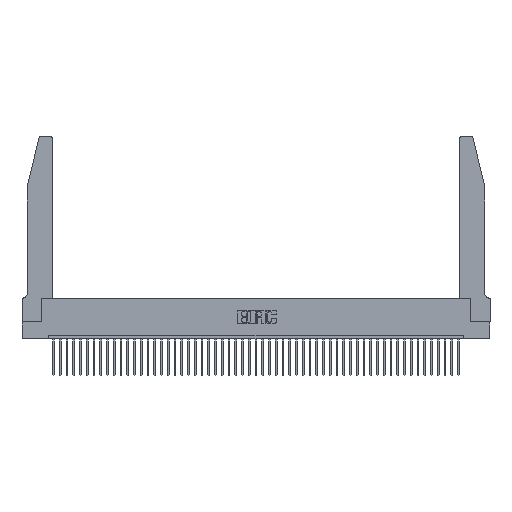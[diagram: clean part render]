
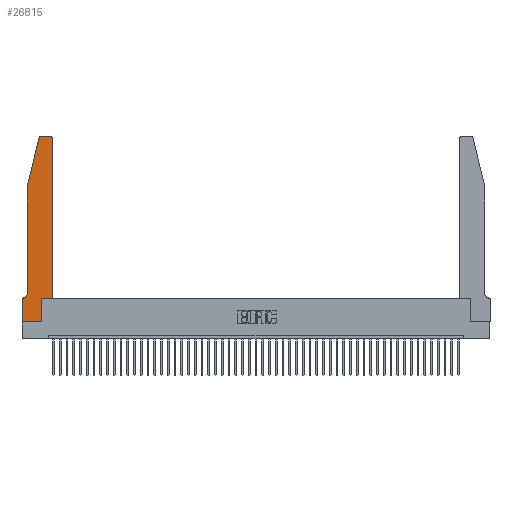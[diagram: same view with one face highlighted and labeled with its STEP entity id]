
A CAD part, top view. The second image highlights one B-rep face of the part: STEP entity #26815.
In plain terms, the highlighted planar face has unit normal (0, 0, 1).
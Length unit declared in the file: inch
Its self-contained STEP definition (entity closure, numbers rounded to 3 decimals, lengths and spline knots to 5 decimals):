
#75 = VERTEX_POINT ( 'NONE', #36543 ) ;
#140 = AXIS2_PLACEMENT_3D ( 'NONE', #34452, #45662, #35112 ) ;
#575 = DIRECTION ( 'NONE',  ( -1., 0., 0. ) ) ;
#853 = CARTESIAN_POINT ( 'NONE',  ( 0.0055, 0.42, 0.37 ) ) ;
#1167 = CIRCLE ( 'NONE', #38372, 0.07 ) ;
#2034 = VERTEX_POINT ( 'NONE', #45821 ) ;
#2602 = ORIENTED_EDGE ( 'NONE', *, *, #39387, .T. ) ;
#2834 = EDGE_CURVE ( 'NONE', #31714, #9137, #35664, .T. ) ;
#3457 = ORIENTED_EDGE ( 'NONE', *, *, #2834, .T. ) ;
#3707 = VERTEX_POINT ( 'NONE', #43551 ) ;
#4399 = ORIENTED_EDGE ( 'NONE', *, *, #20431, .T. ) ;
#5505 = EDGE_CURVE ( 'NONE', #14823, #5730, #20116, .T. ) ;
#5730 = VERTEX_POINT ( 'NONE', #44388 ) ;
#6153 = ORIENTED_EDGE ( 'NONE', *, *, #37291, .T. ) ;
#6213 = DIRECTION ( 'NONE',  ( 0., 0., 1. ) ) ;
#6356 = CARTESIAN_POINT ( 'NONE',  ( 0.4505, 0.35, 0.37 ) ) ;
#7594 = ORIENTED_EDGE ( 'NONE', *, *, #33192, .T. ) ;
#8008 = LINE ( 'NONE', #32449, #8585 ) ;
#8451 = ORIENTED_EDGE ( 'NONE', *, *, #29160, .T. ) ;
#8585 = VECTOR ( 'NONE', #46742, 39.37008 ) ;
#8740 = DIRECTION ( 'NONE',  ( -1., 0., 0. ) ) ;
#9137 = VERTEX_POINT ( 'NONE', #34955 ) ;
#9999 = EDGE_CURVE ( 'NONE', #31068, #31714, #36576, .T. ) ;
#10157 = AXIS2_PLACEMENT_3D ( 'NONE', #13362, #47003, #24768 ) ;
#10814 = VERTEX_POINT ( 'NONE', #27421 ) ;
#10905 = LINE ( 'NONE', #14673, #31806 ) ;
#12011 = VECTOR ( 'NONE', #34542, 39.37008 ) ;
#13362 = CARTESIAN_POINT ( 'NONE',  ( 0., 0.35, 0.37 ) ) ;
#13873 = DIRECTION ( 'NONE',  ( 0., -1., 0. ) ) ;
#14484 = EDGE_CURVE ( 'NONE', #36046, #2034, #17296, .T. ) ;
#14673 = CARTESIAN_POINT ( 'NONE',  ( 0.0755, 2., 0.37 ) ) ;
#14823 = VERTEX_POINT ( 'NONE', #31140 ) ;
#14831 = AXIS2_PLACEMENT_3D ( 'NONE', #46960, #6213, #28283 ) ;
#15067 = ORIENTED_EDGE ( 'NONE', *, *, #14484, .T. ) ;
#15344 = EDGE_CURVE ( 'NONE', #75, #21654, #38625, .T. ) ;
#15501 = ORIENTED_EDGE ( 'NONE', *, *, #25063, .T. ) ;
#16140 = DIRECTION ( 'NONE',  ( 0., 0., -1. ) ) ;
#16555 = LINE ( 'NONE', #30558, #46190 ) ;
#17296 = LINE ( 'NONE', #6356, #25467 ) ;
#19423 = VECTOR ( 'NONE', #575, 39.37008 ) ;
#19500 = ORIENTED_EDGE ( 'NONE', *, *, #5505, .T. ) ;
#20074 = DIRECTION ( 'NONE',  ( 0., 1., 0. ) ) ;
#20116 = CIRCLE ( 'NONE', #14831, 0.03 ) ;
#20265 = DIRECTION ( 'NONE',  ( 0., -1., 0. ) ) ;
#20431 = EDGE_CURVE ( 'NONE', #25634, #10814, #10905, .T. ) ;
#21051 = CARTESIAN_POINT ( 'NONE',  ( 0.0055, 0.35, 0.37 ) ) ;
#21654 = VERTEX_POINT ( 'NONE', #36254 ) ;
#22475 = LINE ( 'NONE', #41842, #12011 ) ;
#22517 = ORIENTED_EDGE ( 'NONE', *, *, #15344, .T. ) ;
#24151 = ORIENTED_EDGE ( 'NONE', *, *, #40945, .T. ) ;
#24768 = DIRECTION ( 'NONE',  ( 1., 0., 0. ) ) ;
#25043 = DIRECTION ( 'NONE',  ( 0., 1., 0. ) ) ;
#25063 = EDGE_CURVE ( 'NONE', #2034, #14823, #16555, .T. ) ;
#25363 = VECTOR ( 'NONE', #25043, 39.37008 ) ;
#25467 = VECTOR ( 'NONE', #39265, 39.37008 ) ;
#25634 = VERTEX_POINT ( 'NONE', #26542 ) ;
#26450 = CARTESIAN_POINT ( 'NONE',  ( 0.2605, 2.75, 0.37 ) ) ;
#26542 = CARTESIAN_POINT ( 'NONE',  ( 0.0755, 2., 0.37 ) ) ;
#26770 = FACE_OUTER_BOUND ( 'NONE', #48088, .T. ) ;
#26815 = ADVANCED_FACE ( 'NONE', ( #26770 ), #31698, .T. ) ;
#27421 = CARTESIAN_POINT ( 'NONE',  ( 0.0755, 0.42, 0.37 ) ) ;
#27558 = VECTOR ( 'NONE', #13873, 39.37008 ) ;
#28283 = DIRECTION ( 'NONE',  ( 1., 0., 0. ) ) ;
#29160 = EDGE_CURVE ( 'NONE', #21654, #25634, #22475, .T. ) ;
#29331 = LINE ( 'NONE', #26450, #19423 ) ;
#30454 = ORIENTED_EDGE ( 'NONE', *, *, #9999, .T. ) ;
#30558 = CARTESIAN_POINT ( 'NONE',  ( 0.4505, 0.35, 0.37 ) ) ;
#31068 = VERTEX_POINT ( 'NONE', #21051 ) ;
#31140 = CARTESIAN_POINT ( 'NONE',  ( 0.4505, 2.72, 0.37 ) ) ;
#31698 = PLANE ( 'NONE',  #10157 ) ;
#31714 = VERTEX_POINT ( 'NONE', #42947 ) ;
#31806 = VECTOR ( 'NONE', #20265, 39.37008 ) ;
#32449 = CARTESIAN_POINT ( 'NONE',  ( 0., 0., 0.37 ) ) ;
#33192 = EDGE_CURVE ( 'NONE', #3707, #36046, #33991, .T. ) ;
#33991 = LINE ( 'NONE', #46955, #25363 ) ;
#34452 = CARTESIAN_POINT ( 'NONE',  ( 0.284, 2.72, 0.37 ) ) ;
#34542 = DIRECTION ( 'NONE',  ( -0.239, -0.971, 0. ) ) ;
#34955 = CARTESIAN_POINT ( 'NONE',  ( 0., 0., 0.37 ) ) ;
#35112 = DIRECTION ( 'NONE',  ( 1., 0., 0. ) ) ;
#35664 = LINE ( 'NONE', #38671, #27558 ) ;
#36046 = VERTEX_POINT ( 'NONE', #45195 ) ;
#36254 = CARTESIAN_POINT ( 'NONE',  ( 0.25487, 2.72718, 0.37 ) ) ;
#36543 = CARTESIAN_POINT ( 'NONE',  ( 0.284, 2.75, 0.37 ) ) ;
#36576 = LINE ( 'NONE', #36853, #43547 ) ;
#36853 = CARTESIAN_POINT ( 'NONE',  ( 0.0755, 0.35, 0.37 ) ) ;
#37291 = EDGE_CURVE ( 'NONE', #5730, #75, #29331, .T. ) ;
#38372 = AXIS2_PLACEMENT_3D ( 'NONE', #853, #16140, #45865 ) ;
#38625 = CIRCLE ( 'NONE', #140, 0.03 ) ;
#38671 = CARTESIAN_POINT ( 'NONE',  ( 0., 0., 0.37 ) ) ;
#39265 = DIRECTION ( 'NONE',  ( 1., 0., 0. ) ) ;
#39387 = EDGE_CURVE ( 'NONE', #10814, #31068, #1167, .T. ) ;
#40945 = EDGE_CURVE ( 'NONE', #9137, #3707, #8008, .T. ) ;
#41842 = CARTESIAN_POINT ( 'NONE',  ( 0.0755, 2., 0.37 ) ) ;
#42947 = CARTESIAN_POINT ( 'NONE',  ( 0., 0.35, 0.37 ) ) ;
#43547 = VECTOR ( 'NONE', #8740, 39.37008 ) ;
#43551 = CARTESIAN_POINT ( 'NONE',  ( 0.2865, 0., 0.37 ) ) ;
#44388 = CARTESIAN_POINT ( 'NONE',  ( 0.4205, 2.75, 0.37 ) ) ;
#45195 = CARTESIAN_POINT ( 'NONE',  ( 0.2865, 0.35, 0.37 ) ) ;
#45662 = DIRECTION ( 'NONE',  ( 0., 0., 1. ) ) ;
#45821 = CARTESIAN_POINT ( 'NONE',  ( 0.4505, 0.35, 0.37 ) ) ;
#45865 = DIRECTION ( 'NONE',  ( -1., 0., 0. ) ) ;
#46190 = VECTOR ( 'NONE', #20074, 39.37008 ) ;
#46742 = DIRECTION ( 'NONE',  ( 1., 0., 0. ) ) ;
#46955 = CARTESIAN_POINT ( 'NONE',  ( 0.2865, 0.35, 0.37 ) ) ;
#46960 = CARTESIAN_POINT ( 'NONE',  ( 0.4205, 2.72, 0.37 ) ) ;
#47003 = DIRECTION ( 'NONE',  ( 0., 0., 1. ) ) ;
#48088 = EDGE_LOOP ( 'NONE', ( #6153, #22517, #8451, #4399, #2602, #30454, #3457, #24151, #7594, #15067, #15501, #19500 ) ) ;
